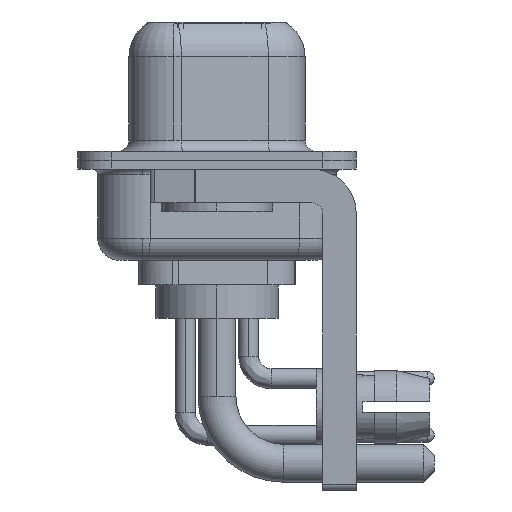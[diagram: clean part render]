
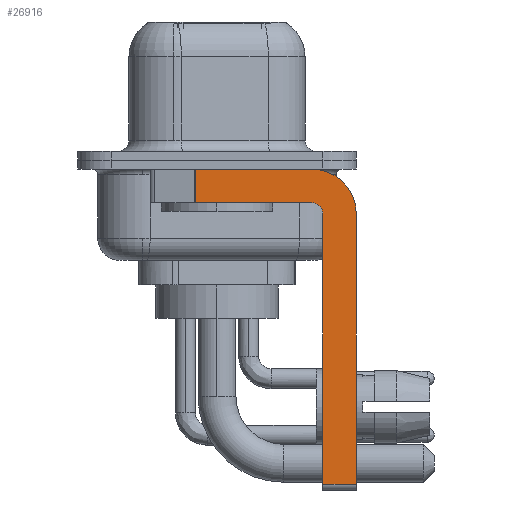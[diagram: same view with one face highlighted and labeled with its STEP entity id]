
A CAD part, left-side view. The second image highlights one B-rep face of the part: STEP entity #26916.
In plain terms, the highlighted planar face has unit normal (-1, 0, 0).
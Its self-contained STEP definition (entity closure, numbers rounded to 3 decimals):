
#103 = EDGE_LOOP ( 'NONE', ( #9067, #14545, #4555, #14870, #7160, #1920, #26168, #24074 ) ) ;
#267 = DIRECTION ( 'NONE',  ( 0., 0., -1. ) ) ;
#1686 = PLANE ( 'NONE',  #20693 ) ;
#1828 = DIRECTION ( 'NONE',  ( 1., 0., 0. ) ) ;
#1920 = ORIENTED_EDGE ( 'NONE', *, *, #15499, .T. ) ;
#2185 = LINE ( 'NONE', #17204, #9318 ) ;
#3069 = CARTESIAN_POINT ( 'NONE',  ( -2.9, -4.25, -2.4 ) ) ;
#4466 = CARTESIAN_POINT ( 'NONE',  ( -2.9, -4.75, -14.8 ) ) ;
#4555 = ORIENTED_EDGE ( 'NONE', *, *, #18730, .F. ) ;
#4751 = CIRCLE ( 'NONE', #19285, 0.5 ) ;
#4820 = EDGE_CURVE ( 'NONE', #14416, #19376, #15549, .T. ) ;
#5133 = CARTESIAN_POINT ( 'NONE',  ( -2.9, 0.978, -1.9 ) ) ;
#5417 = DIRECTION ( 'NONE',  ( 0., 0., 1. ) ) ;
#5839 = CARTESIAN_POINT ( 'NONE',  ( -2.9, -6.25, -14.55 ) ) ;
#7160 = ORIENTED_EDGE ( 'NONE', *, *, #26575, .F. ) ;
#7635 = VERTEX_POINT ( 'NONE', #8586 ) ;
#8530 = CARTESIAN_POINT ( 'NONE',  ( -2.9, -4.25, -0.4 ) ) ;
#8556 = CARTESIAN_POINT ( 'NONE',  ( -2.9, -6.25, -2.4 ) ) ;
#8586 = CARTESIAN_POINT ( 'NONE',  ( -2.9, -4.75, -14.55 ) ) ;
#9067 = ORIENTED_EDGE ( 'NONE', *, *, #21153, .F. ) ;
#9318 = VECTOR ( 'NONE', #10599, 1000. ) ;
#10042 = VECTOR ( 'NONE', #15324, 1000. ) ;
#10599 = DIRECTION ( 'NONE',  ( 0., 1., 0. ) ) ;
#10626 = VERTEX_POINT ( 'NONE', #20447 ) ;
#12136 = DIRECTION ( 'NONE',  ( 1., 0., 0. ) ) ;
#12161 = CARTESIAN_POINT ( 'NONE',  ( -2.9, -6.25, -2.4 ) ) ;
#12656 = VERTEX_POINT ( 'NONE', #14253 ) ;
#12945 = VECTOR ( 'NONE', #19346, 1000. ) ;
#13010 = LINE ( 'NONE', #4466, #16699 ) ;
#14194 = VECTOR ( 'NONE', #267, 1000. ) ;
#14215 = AXIS2_PLACEMENT_3D ( 'NONE', #27104, #12136, #24526 ) ;
#14237 = DIRECTION ( 'NONE',  ( 0., 0., -1. ) ) ;
#14253 = CARTESIAN_POINT ( 'NONE',  ( -2.9, -4.75, -2.4 ) ) ;
#14309 = EDGE_CURVE ( 'NONE', #12656, #18734, #4751, .T. ) ;
#14373 = FACE_OUTER_BOUND ( 'NONE', #103, .T. ) ;
#14416 = VERTEX_POINT ( 'NONE', #12161 ) ;
#14545 = ORIENTED_EDGE ( 'NONE', *, *, #16128, .T. ) ;
#14870 = ORIENTED_EDGE ( 'NONE', *, *, #14309, .F. ) ;
#15324 = DIRECTION ( 'NONE',  ( 0., 0., -1. ) ) ;
#15499 = EDGE_CURVE ( 'NONE', #7635, #19376, #16216, .T. ) ;
#15549 = LINE ( 'NONE', #8556, #14194 ) ;
#16128 = EDGE_CURVE ( 'NONE', #10626, #17676, #26170, .T. ) ;
#16216 = LINE ( 'NONE', #18419, #24155 ) ;
#16699 = VECTOR ( 'NONE', #25787, 1000. ) ;
#17204 = CARTESIAN_POINT ( 'NONE',  ( -2.9, -4.25, -1.9 ) ) ;
#17372 = VERTEX_POINT ( 'NONE', #8530 ) ;
#17676 = VERTEX_POINT ( 'NONE', #17899 ) ;
#17815 = DIRECTION ( 'NONE',  ( -1., 0., 0. ) ) ;
#17899 = CARTESIAN_POINT ( 'NONE',  ( -2.9, 0.978, -1.9 ) ) ;
#18419 = CARTESIAN_POINT ( 'NONE',  ( -2.9, -4.25, -14.55 ) ) ;
#18730 = EDGE_CURVE ( 'NONE', #18734, #17676, #2185, .T. ) ;
#18734 = VERTEX_POINT ( 'NONE', #19003 ) ;
#19003 = CARTESIAN_POINT ( 'NONE',  ( -2.9, -4.25, -1.9 ) ) ;
#19285 = AXIS2_PLACEMENT_3D ( 'NONE', #3069, #17815, #5417 ) ;
#19346 = DIRECTION ( 'NONE',  ( 0., -1., 0. ) ) ;
#19376 = VERTEX_POINT ( 'NONE', #5839 ) ;
#19906 = EDGE_CURVE ( 'NONE', #17372, #14416, #23435, .T. ) ;
#20447 = CARTESIAN_POINT ( 'NONE',  ( -2.9, 0.978, -0.4 ) ) ;
#20693 = AXIS2_PLACEMENT_3D ( 'NONE', #20719, #1828, #14237 ) ;
#20719 = CARTESIAN_POINT ( 'NONE',  ( -2.9, -4.25, -2.4 ) ) ;
#21153 = EDGE_CURVE ( 'NONE', #10626, #17372, #23877, .T. ) ;
#23435 = CIRCLE ( 'NONE', #14215, 2. ) ;
#23600 = CARTESIAN_POINT ( 'NONE',  ( -2.9, 3., -0.4 ) ) ;
#23877 = LINE ( 'NONE', #23600, #12945 ) ;
#24074 = ORIENTED_EDGE ( 'NONE', *, *, #19906, .F. ) ;
#24155 = VECTOR ( 'NONE', #24605, 1000. ) ;
#24526 = DIRECTION ( 'NONE',  ( 0., 0., -1. ) ) ;
#24605 = DIRECTION ( 'NONE',  ( 0., -1., 0. ) ) ;
#25787 = DIRECTION ( 'NONE',  ( 0., 0., 1. ) ) ;
#26168 = ORIENTED_EDGE ( 'NONE', *, *, #4820, .F. ) ;
#26170 = LINE ( 'NONE', #5133, #10042 ) ;
#26575 = EDGE_CURVE ( 'NONE', #7635, #12656, #13010, .T. ) ;
#26916 = ADVANCED_FACE ( 'NONE', ( #14373 ), #1686, .F. ) ;
#27104 = CARTESIAN_POINT ( 'NONE',  ( -2.9, -4.25, -2.4 ) ) ;
